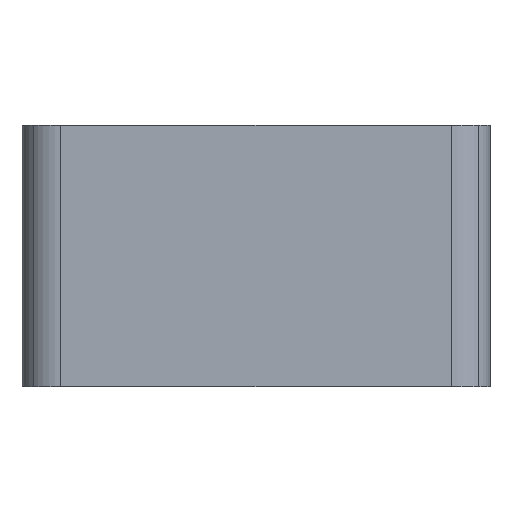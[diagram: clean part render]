
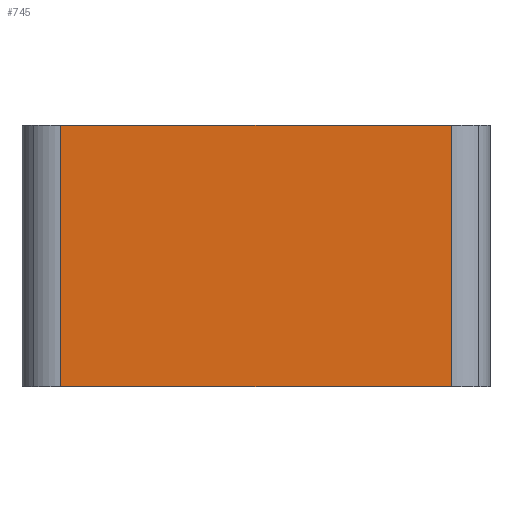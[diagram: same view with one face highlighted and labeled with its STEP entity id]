
A CAD part, left-side view. The second image highlights one B-rep face of the part: STEP entity #745.
In plain terms, the highlighted planar face has unit normal (-1, 0, 0).
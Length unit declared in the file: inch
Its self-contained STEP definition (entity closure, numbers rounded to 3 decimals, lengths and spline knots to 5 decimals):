
#745=ADVANCED_FACE('',(#1421),#1422,.F.);
#1421=FACE_OUTER_BOUND('',#2246,.T.);
#1422=PLANE('',#2247);
#2246=EDGE_LOOP('',(#3447,#3448,#3449,#3450));
#2247=AXIS2_PLACEMENT_3D('',#3451,#3452,#3453);
#3447=ORIENTED_EDGE('',*,*,#4721,.F.);
#3448=ORIENTED_EDGE('',*,*,#4393,.F.);
#3449=ORIENTED_EDGE('',*,*,#4524,.F.);
#3450=ORIENTED_EDGE('',*,*,#4413,.F.);
#3451=CARTESIAN_POINT('',(0.,5.94488,3.32677));
#3452=DIRECTION('',(1.0,0.0,0.0));
#3453=DIRECTION('',(0.0,0.0,-1.0));
#4393=EDGE_CURVE('',#5106,#5108,#5109,.T.);
#4413=EDGE_CURVE('',#5144,#5146,#5147,.T.);
#4524=EDGE_CURVE('',#5146,#5106,#5327,.T.);
#4721=EDGE_CURVE('',#5108,#5144,#5604,.T.);
#5106=VERTEX_POINT('',#6106);
#5108=VERTEX_POINT('',#6108);
#5109=LINE('',#6109,#6110);
#5144=VERTEX_POINT('',#6153);
#5146=VERTEX_POINT('',#6155);
#5147=LINE('',#6156,#6157);
#5327=LINE('',#6408,#6409);
#5604=LINE('',#6826,#6827);
#6106=CARTESIAN_POINT('',(0.,10.90551,6.65354));
#6108=CARTESIAN_POINT('',(0.,0.98425,6.65354));
#6109=CARTESIAN_POINT('',(0.,5.94488,6.65354));
#6110=VECTOR('',#7278,1.0);
#6153=CARTESIAN_POINT('',(0.,0.98425,0.0));
#6155=CARTESIAN_POINT('',(0.,10.90551,0.0));
#6156=CARTESIAN_POINT('',(0.,5.94488,0.0));
#6157=VECTOR('',#7317,1.0);
#6408=CARTESIAN_POINT('',(0.,10.90551,3.32677));
#6409=VECTOR('',#7422,1.0);
#6826=CARTESIAN_POINT('',(0.,0.98425,3.32677));
#6827=VECTOR('',#7581,1.0);
#7278=DIRECTION('',(0.0,-1.0,0.0));
#7317=DIRECTION('',(0.0,1.0,0.0));
#7422=DIRECTION('',(0.0,0.0,1.0));
#7581=DIRECTION('',(0.0,0.0,-1.0));
